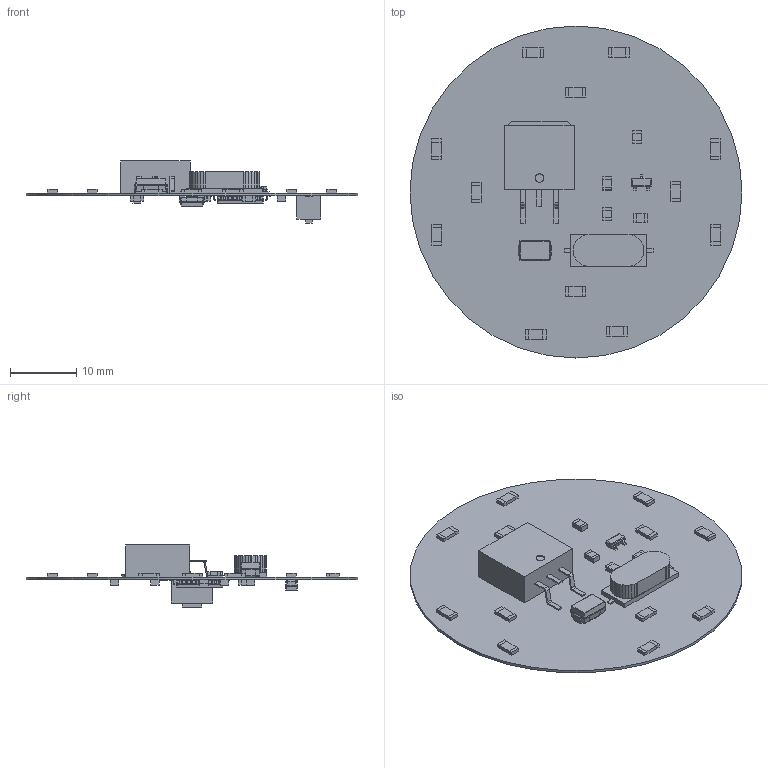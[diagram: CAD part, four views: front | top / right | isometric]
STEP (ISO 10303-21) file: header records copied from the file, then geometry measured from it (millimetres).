
FILE_DESCRIPTION(('Open CASCADE Model'),'2;1');
FILE_NAME('Open CASCADE Shape Model','2019-10-05T16:02:34',('Author'),( 'Open CASCADE'),'Open CASCADE STEP processor 6.8','Open CASCADE 6.8' ,'Unknown');
FILE_SCHEMA(('AUTOMOTIVE_DESIGN { 1 0 10303 214 1 1 1 1 }'));
Length unit declared in the file: millimetre
Products named in the file (98): PCB; Board; D5; 787562288; Body; Open_CASCADE_STEP_translator_6.8_6.1.1; Lead; C6; 787563696; Open_CASCADE_STEP_translator_6.8_4.1.1; R21; 698306728; Extruded; 698306864; R20; R19; R18; 698306456; 698306592; R17; R16; R15; R14; R13; R12; R11; R10; BT1; 787563568; Open_CASCADE_STEP_translator_6.8_25.1.1; Leader; C1; 698308360; 698305504; C2; C3; C4; 698308768; 698307816; C5 ...
Assembly tree (196 placements, depth 5):
  PCB
    Board
    D5
      787562288
        Body
          Open_CASCADE_STEP_translator_6.8_6.1.1
        Lead  x2
    C6
      787563696
        Body
          Open_CASCADE_STEP_translator_6.8_4.1.1
        Lead  x2
    R21
      698306728  x2
        Extruded
      698306864
        Extruded
    R20
      698306728  x2
        Extruded
      698306864
        Extruded
    R19
      698306728  x2
        Extruded
      698306864
        Extruded
    R18
      698306456  x2
        Extruded
      698306592
        Extruded
    R17
      698306456  x2
        Extruded
      698306592
        Extruded
    R16
      698306456  x2
        Extruded
      698306592
        Extruded
    R15
      698306728  x2
        Extruded
      698306864
        Extruded
    R14
      698306728  x2
        Extruded
      698306864
        Extruded
    R13
      698306728  x2
        Extruded
      698306864
        Extruded
    R12
      698306456  x2
        Extruded
Bounding box: 50 x 50 x 9.34 mm (x, y, z)
Volume: 1703.7 mm3; surface area: 5672.3 mm2
Topology: 132 solids, 134 shells, 1749 faces, 3577 edges, 2064 vertices
Faces by surface type: plane 1402, cylinder 283, sphere 32, bspline 32
Full cylindrical faces by diameter (mm): 0.875 x1, 1.3 x1, 50 x1
Entity records: 20847 total; most frequent: CARTESIAN_POINT 5781, DIRECTION 2829, ORIENTED_EDGE 2504, EDGE_CURVE 1253, LINE 957, VECTOR 957, AXIS2_PLACEMENT_3D 936, VERTEX_POINT 720
